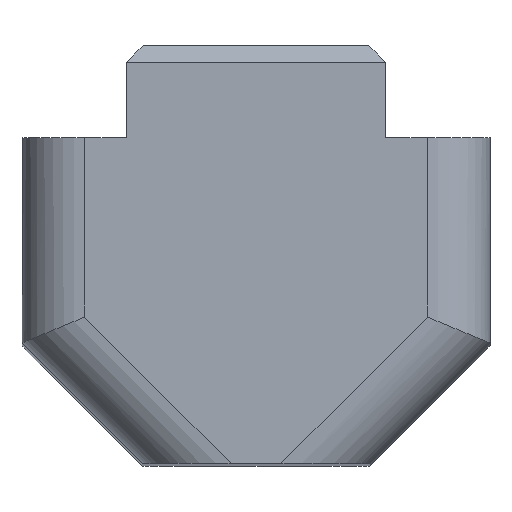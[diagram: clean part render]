
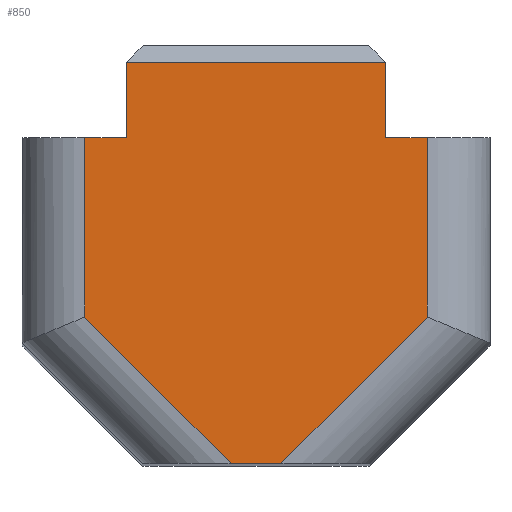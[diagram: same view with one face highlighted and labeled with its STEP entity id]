
A CAD part, top view. The second image highlights one B-rep face of the part: STEP entity #850.
In plain terms, the highlighted planar face has unit normal (0, 0, 1).
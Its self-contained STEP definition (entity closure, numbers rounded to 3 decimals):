
#71=FACE_OUTER_BOUND('',#121,.T.);
#121=EDGE_LOOP('',(#582,#583,#584,#585,#586,#587,#588,#589,#590,#591));
#169=LINE('',#1257,#264);
#179=LINE('',#1276,#274);
#182=LINE('',#1282,#277);
#183=LINE('',#1284,#278);
#184=LINE('',#1286,#279);
#185=LINE('',#1288,#280);
#186=LINE('',#1290,#281);
#187=LINE('',#1292,#282);
#188=LINE('',#1294,#283);
#189=LINE('',#1295,#284);
#264=VECTOR('',#996,10.);
#274=VECTOR('',#1014,10.);
#277=VECTOR('',#1019,10.);
#278=VECTOR('',#1020,10.);
#279=VECTOR('',#1021,10.);
#280=VECTOR('',#1022,10.);
#281=VECTOR('',#1023,10.);
#282=VECTOR('',#1024,10.);
#283=VECTOR('',#1025,10.);
#284=VECTOR('',#1026,10.);
#359=VERTEX_POINT('',#1254);
#360=VERTEX_POINT('',#1256);
#365=VERTEX_POINT('',#1275);
#367=VERTEX_POINT('',#1281);
#368=VERTEX_POINT('',#1283);
#369=VERTEX_POINT('',#1285);
#370=VERTEX_POINT('',#1287);
#371=VERTEX_POINT('',#1289);
#372=VERTEX_POINT('',#1291);
#373=VERTEX_POINT('',#1293);
#438=EDGE_CURVE('',#359,#360,#169,.T.);
#448=EDGE_CURVE('',#365,#360,#179,.T.);
#451=EDGE_CURVE('',#367,#359,#182,.T.);
#452=EDGE_CURVE('',#367,#368,#183,.T.);
#453=EDGE_CURVE('',#369,#368,#184,.T.);
#454=EDGE_CURVE('',#370,#369,#185,.T.);
#455=EDGE_CURVE('',#370,#371,#186,.T.);
#456=EDGE_CURVE('',#372,#371,#187,.T.);
#457=EDGE_CURVE('',#373,#372,#188,.T.);
#458=EDGE_CURVE('',#373,#365,#189,.T.);
#582=ORIENTED_EDGE('',*,*,#438,.F.);
#583=ORIENTED_EDGE('',*,*,#451,.F.);
#584=ORIENTED_EDGE('',*,*,#452,.T.);
#585=ORIENTED_EDGE('',*,*,#453,.F.);
#586=ORIENTED_EDGE('',*,*,#454,.F.);
#587=ORIENTED_EDGE('',*,*,#455,.T.);
#588=ORIENTED_EDGE('',*,*,#456,.F.);
#589=ORIENTED_EDGE('',*,*,#457,.F.);
#590=ORIENTED_EDGE('',*,*,#458,.T.);
#591=ORIENTED_EDGE('',*,*,#448,.T.);
#819=PLANE('',#914);
#850=ADVANCED_FACE('',(#71),#819,.T.);
#914=AXIS2_PLACEMENT_3D('',#1280,#1017,#1018);
#996=DIRECTION('',(1.,0.,0.));
#1014=DIRECTION('',(0.,1.,0.));
#1017=DIRECTION('center_axis',(0.,0.,1.));
#1018=DIRECTION('ref_axis',(1.,0.,0.));
#1019=DIRECTION('',(0.,1.,0.));
#1020=DIRECTION('',(-1.,0.,0.));
#1021=DIRECTION('',(0.,1.,0.));
#1022=DIRECTION('',(-0.707,0.707,0.));
#1023=DIRECTION('',(1.,0.,0.));
#1024=DIRECTION('',(-0.707,-0.707,0.));
#1025=DIRECTION('',(0.,-1.,0.));
#1026=DIRECTION('',(-1.,0.,0.));
#1254=CARTESIAN_POINT('',(-1.55,4.9,8.));
#1256=CARTESIAN_POINT('',(1.55,4.9,8.));
#1257=CARTESIAN_POINT('',(0.,4.9,8.));
#1275=CARTESIAN_POINT('',(1.55,4.,8.));
#1276=CARTESIAN_POINT('',(1.55,4.,8.));
#1280=CARTESIAN_POINT('Origin',(0.,2.05,8.));
#1281=CARTESIAN_POINT('',(-1.55,4.,8.));
#1282=CARTESIAN_POINT('',(-1.55,4.,8.));
#1283=CARTESIAN_POINT('',(-2.05,4.,8.));
#1284=CARTESIAN_POINT('',(2.8,4.,8.));
#1285=CARTESIAN_POINT('',(-2.05,1.852,8.));
#1286=CARTESIAN_POINT('',(-2.05,3.025,8.));
#1287=CARTESIAN_POINT('',(-0.298,0.1,8.));
#1288=CARTESIAN_POINT('',(-1.697,1.499,8.));
#1289=CARTESIAN_POINT('',(0.298,0.1,8.));
#1290=CARTESIAN_POINT('',(0.,0.1,8.));
#1291=CARTESIAN_POINT('',(2.05,1.852,8.));
#1292=CARTESIAN_POINT('',(0.976,0.778,8.));
#1293=CARTESIAN_POINT('',(2.05,4.,8.));
#1294=CARTESIAN_POINT('',(2.05,1.796,8.));
#1295=CARTESIAN_POINT('',(2.8,4.,8.));
